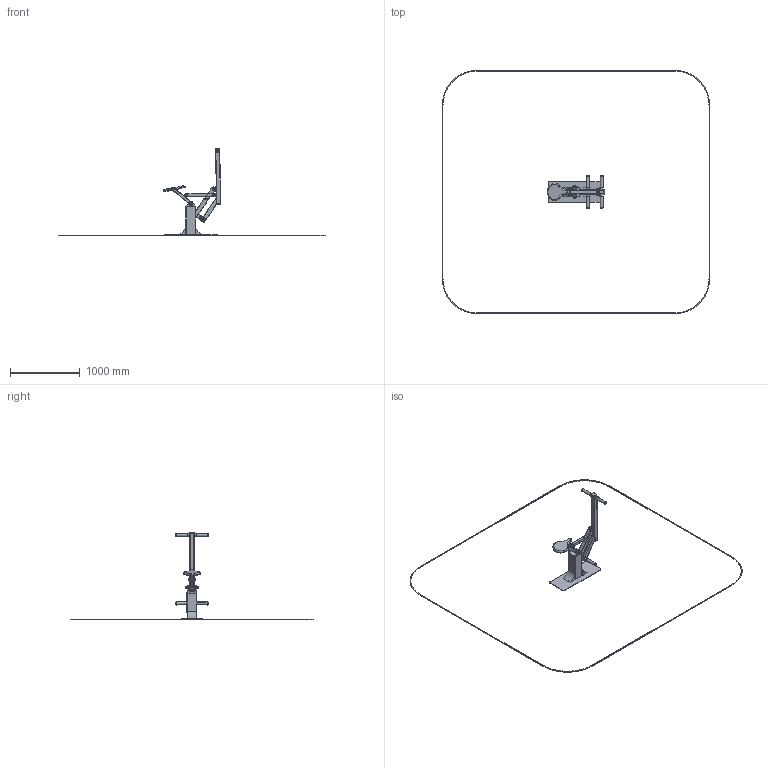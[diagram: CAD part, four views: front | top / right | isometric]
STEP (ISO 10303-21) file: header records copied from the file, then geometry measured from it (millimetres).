
FILE_DESCRIPTION(('STEP AP214'), '1');
FILE_NAME('óëè÷íûé òðåíàæåð äëÿ óêðåïëåíèÿ ìûøö ñïèíû, íîã è ðóê', '', ('UNSPECIFIED'), ('UNSPECIFIED'), 'C3D Converter', 'C3D Toolkit', '');
FILE_SCHEMA(('AUTOMOTIVE_DESIGN { 1 0 10303 214 3 1 1}'));
Length unit declared in the file: millimetre
Products named in the file (47): УТ-08.00.00.00; УТ-08.01.00.00; УТ-08.01.01.00-5005; УТ-08.01.01.01; УТ-08.01.01.04; УТ-08.01.01.02; УТ-08.01.01.05; УТ-08.01.01.06; УТ-01.00.01.02; УТ-07.02.01.04; УТ-07.02.01.02; УТ-08.01.01.03; S04-1007; УТ-08.02.00.00; УТ-08.02.01.00-9016; УТ-08.02.01.01; УТ-08.02.01.03; УТ-08.02.01.04; УТ-08.02.01.05; УТ-08.00.01.02; УТ-08.02.01.02; 40-60ПЧК; 60-60ПЧК; РР-01; УТ-08.03.00.00; УТ-08.03.01.00-9016; УТ-08.03.01.01; УТ-08.03.01.02; УТ-08.03.01.03; СВЧС; УТ-08.00.01.00-9016; УТ-08.00.01.01; КИ-008-01; ФК-03.03; УТН-03Г.00.00.01
Assembly tree (83 placements, depth 4):
  УТ-08.00.00.00
    УТ-08.01.00.00
      УТ-08.01.01.00-5005
        УТ-08.01.01.01
        УТ-08.01.01.04
        УТ-08.01.01.02
        УТ-08.01.01.05
        УТ-08.01.01.06  x2
        УТ-01.00.01.02
        УТ-07.02.01.04  x2
        УТ-07.02.01.02  x4
        УТ-08.01.01.03  x2
        (unnamed)
        (unnamed)
      (unnamed)
      S04-1007
    УТ-08.02.00.00
      УТ-08.02.01.00-9016
        УТ-08.02.01.01
        УТ-08.02.01.03  x2
        УТ-08.02.01.04  x2
        УТ-08.02.01.05  x2
        УТ-08.00.01.02
        УТ-08.02.01.02
      40-60ПЧК
      60-60ПЧК  x2
      РР-01  x4
    УТ-08.03.00.00
      УТ-08.03.01.00-9016
        УТ-08.03.01.01
        УТ-08.02.01.04  x2
        УТ-08.03.01.02
        УТ-08.03.01.03
      СВЧС
    УТ-08.00.01.00-9016
      УТ-08.00.01.01
      УТ-08.00.01.02  x2
    КИ-008-01  x8
      (unnamed)
      (unnamed)
    (unnamed)
      ФК-03.03  x6
      (unnamed)  x2
      (unnamed)  x3
    (unnamed)  x6
      (unnamed)
      (unnamed)
      (unnamed)
    УТН-03Г.00.00.01
Bounding box: 3823.15 x 3477 x 1252.36 mm (x, y, z)
Volume: 8789623.2 mm3; surface area: 3321831 mm2
Topology: 62 solids, 62 shells, 2119 faces, 5246 edges, 3419 vertices
Faces by surface type: plane 1068, cylinder 644, extrusion 200, sphere 116, cone 56, torus 35
Full cylindrical faces by diameter (mm): 6.647 x1, 8 x1, 25 x3, 25.727 x8, 28.4 x2, 32 x6, 33 x4, 34 x2, 35 x1, 37 x6, 39 x9, 40 x4, 47 x6, 57 x2, 59 x3, 60 x1
Entity records: 41955 total; most frequent: CARTESIAN_POINT 14669, DIRECTION 3793, ORIENTED_EDGE 3604, EDGE_CURVE 1802, AXIS2_PLACEMENT_3D 1284, VECTOR 1225, VERTEX_POINT 1212, LINE 1200
